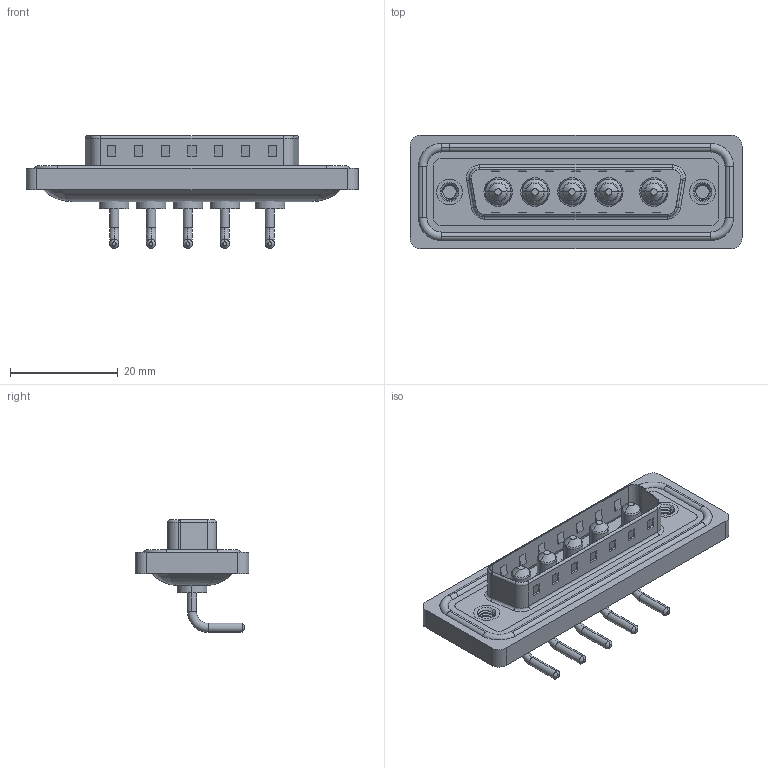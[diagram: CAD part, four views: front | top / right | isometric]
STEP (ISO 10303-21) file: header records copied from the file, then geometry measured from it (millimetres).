
FILE_DESCRIPTION (( 'STEP AP203' ), '1' );
FILE_NAME ('629W5W5-340-1NA.STEP', '2024-04-11T15:12:35', ( '' ), ( '' ), 'SwSTEP 2.0', 'SolidWorks 2023', '' );
FILE_SCHEMA (( 'CONFIG_CONTROL_DESIGN' ));
Length unit declared in the file: millimetre
Products named in the file (7): 629Combo Waterproof Housing_25 Contacts; Power Pin_10A RA; 629W5W5-340-1NA; 629Combo Threaded Rivet_A; 629Combo Shell Rear_25 Contacts; 629Combo Housing_5W5; 629Combo Shell Front_25 Contacts
Assembly tree (11 placements, depth 2):
  629W5W5-340-1NA
    629Combo Housing_5W5
    629Combo Shell Rear_25 Contacts
    629Combo Shell Front_25 Contacts
    629Combo Waterproof Housing_25 Contacts
    629Combo Threaded Rivet_A  x2
    Power Pin_10A RA  x5
Bounding box: 61.75 x 21.1 x 20.95 mm (x, y, z)
Volume: 7515.7 mm3; surface area: 12020.9 mm2
Topology: 17 solids, 17 shells, 692 faces, 1683 edges, 1053 vertices
Faces by surface type: cylinder 291, plane 259, torus 84, cone 43, bspline 15
Entity records: 18003 total; most frequent: CARTESIAN_POINT 4542, DIRECTION 2741, ORIENTED_EDGE 2566, EDGE_CURVE 1283, AXIS2_PLACEMENT_3D 1011, VERTEX_POINT 813, VECTOR 719, LINE 719
